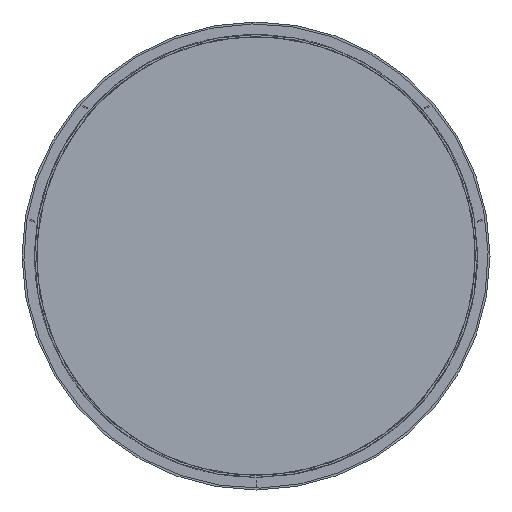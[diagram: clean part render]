
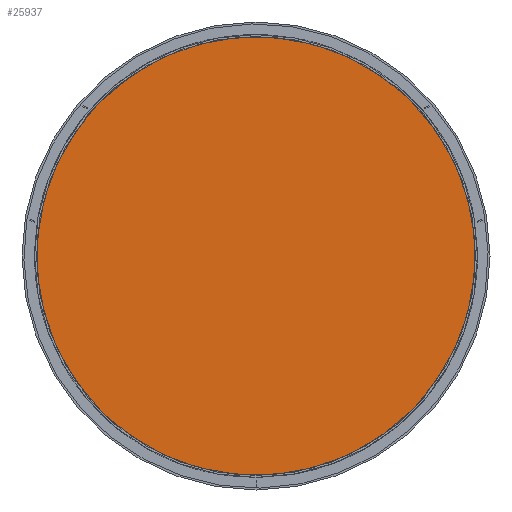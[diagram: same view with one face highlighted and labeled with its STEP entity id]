
A CAD part, front view. The second image highlights one B-rep face of the part: STEP entity #25937.
In plain terms, the highlighted planar face has unit normal (0, -1, 0).
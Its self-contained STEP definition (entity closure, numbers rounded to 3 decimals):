
#904 = DIRECTION ( 'NONE',  ( -0.086, 0., 0.996 ) ) ;
#2491 = CARTESIAN_POINT ( 'NONE',  ( 0., 0., 0. ) ) ;
#3673 = PLANE ( 'NONE',  #52997 ) ;
#4081 = DIRECTION ( 'NONE',  ( 0., 1., 0. ) ) ;
#8238 = CIRCLE ( 'NONE', #63981, 234.25 ) ;
#9365 = FACE_OUTER_BOUND ( 'NONE', #56238, .T. ) ;
#10138 = DIRECTION ( 'NONE',  ( -0.086, 0., 0.996 ) ) ;
#25937 = ADVANCED_FACE ( 'NONE', ( #9365 ), #3673, .F. ) ;
#36990 = VERTEX_POINT ( 'NONE', #41884 ) ;
#41884 = CARTESIAN_POINT ( 'NONE',  ( -20.238, 0., 233.374 ) ) ;
#49795 = ORIENTED_EDGE ( 'NONE', *, *, #63730, .F. ) ;
#52997 = AXIS2_PLACEMENT_3D ( 'NONE', #2491, #4081, #10138 ) ;
#56238 = EDGE_LOOP ( 'NONE', ( #49795 ) ) ;
#57713 = CARTESIAN_POINT ( 'NONE',  ( 0., 0., 0. ) ) ;
#63730 = EDGE_CURVE ( 'NONE', #36990, #36990, #8238, .T. ) ;
#63807 = DIRECTION ( 'NONE',  ( 0., 1., 0. ) ) ;
#63981 = AXIS2_PLACEMENT_3D ( 'NONE', #57713, #63807, #904 ) ;
